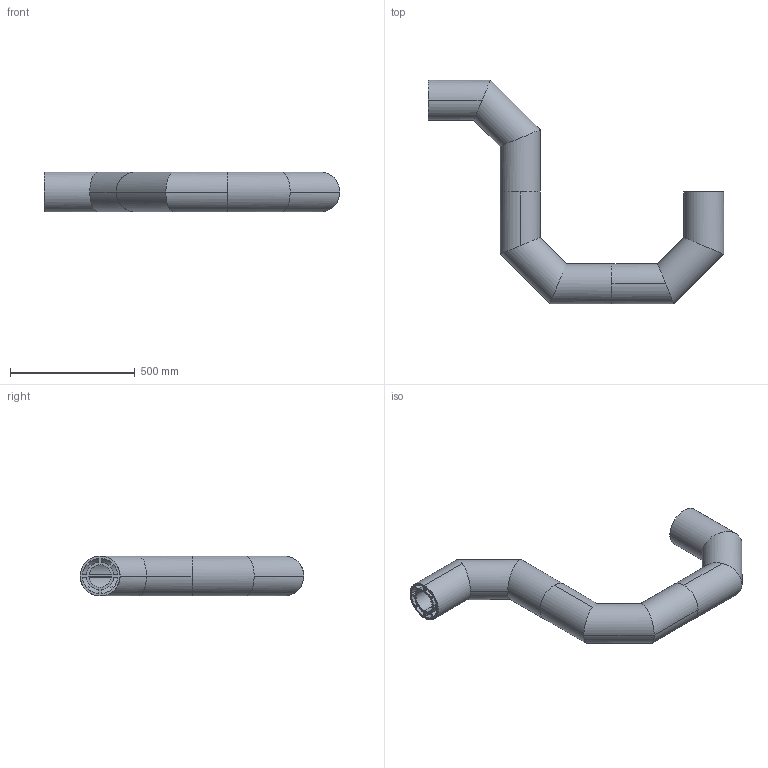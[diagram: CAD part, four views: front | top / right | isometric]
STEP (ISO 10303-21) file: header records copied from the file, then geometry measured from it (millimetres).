
FILE_DESCRIPTION (( 'STEP AP203' ), '1' );
FILE_NAME ('--7882532.STEP', '2015-03-23T15:50:38', ( 'enduser' ), ( '' ), 'SwSTEP 2.0', 'SolidWorks 2014', '' );
FILE_SCHEMA (( 'CONFIG_CONTROL_DESIGN' ));
Length unit declared in the file: inch
Products named in the file (1): --7882532
Bounding box: 1184.91 x 896.62 x 160.02 mm (x, y, z)
Surface area: 1578324.9 mm2 (no closed solid volume)
Topology: 0 solids, 3 shells, 91 faces, 382 edges, 292 vertices
Faces by surface type: cylinder 54, plane 37
Entity records: 4071 total; most frequent: CARTESIAN_POINT 928, DIRECTION 614, ORIENTED_EDGE 568, EDGE_CURVE 382, VERTEX_POINT 292, LINE 226, VECTOR 226, AXIS2_PLACEMENT_3D 194
